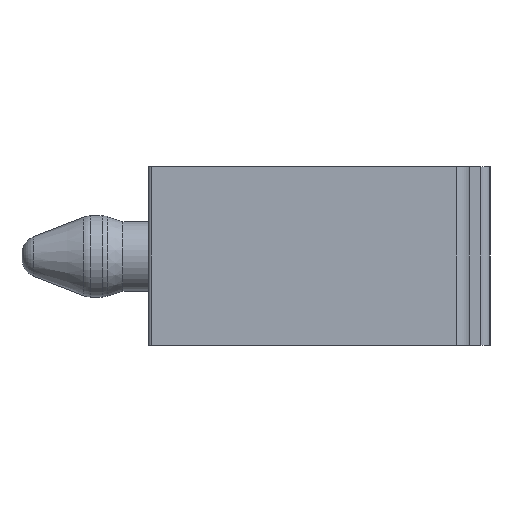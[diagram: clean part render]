
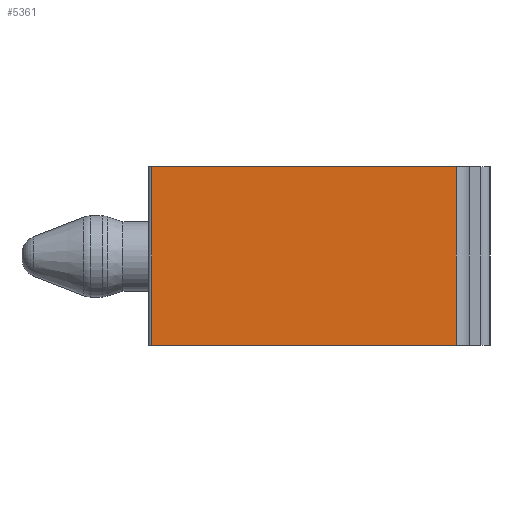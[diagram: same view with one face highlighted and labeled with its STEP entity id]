
A CAD part, left-side view. The second image highlights one B-rep face of the part: STEP entity #5361.
In plain terms, the highlighted planar face has unit normal (-1, 0, 0).
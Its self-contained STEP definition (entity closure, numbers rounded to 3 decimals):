
#344 = VECTOR ( 'NONE', #3210, 1000. ) ;
#350 = CARTESIAN_POINT ( 'NONE',  ( -316.104, 165.321, 0. ) ) ;
#562 = ORIENTED_EDGE ( 'NONE', *, *, #1137, .F. ) ;
#731 = LINE ( 'NONE', #5620, #2065 ) ;
#1137 = EDGE_CURVE ( 'NONE', #1570, #2104, #2092, .T. ) ;
#1260 = CARTESIAN_POINT ( 'NONE',  ( -316.104, 182.194, 0. ) ) ;
#1561 = VERTEX_POINT ( 'NONE', #8549 ) ;
#1570 = VERTEX_POINT ( 'NONE', #2856 ) ;
#2047 = CARTESIAN_POINT ( 'NONE',  ( -316.104, 182.194, 9.9 ) ) ;
#2065 = VECTOR ( 'NONE', #2276, 1000. ) ;
#2073 = DIRECTION ( 'NONE',  ( 0., 1., 0. ) ) ;
#2092 = LINE ( 'NONE', #2586, #344 ) ;
#2104 = VERTEX_POINT ( 'NONE', #350 ) ;
#2276 = DIRECTION ( 'NONE',  ( 0., -1., 0. ) ) ;
#2281 = DIRECTION ( 'NONE',  ( 0., 0., -1. ) ) ;
#2453 = LINE ( 'NONE', #4229, #7812 ) ;
#2586 = CARTESIAN_POINT ( 'NONE',  ( -316.104, 165.321, 9.9 ) ) ;
#2856 = CARTESIAN_POINT ( 'NONE',  ( -316.104, 165.321, 9.9 ) ) ;
#2972 = ORIENTED_EDGE ( 'NONE', *, *, #6713, .T. ) ;
#3149 = ORIENTED_EDGE ( 'NONE', *, *, #4237, .F. ) ;
#3210 = DIRECTION ( 'NONE',  ( 0., 0., -1. ) ) ;
#3916 = EDGE_CURVE ( 'NONE', #1561, #5987, #2453, .T. ) ;
#4229 = CARTESIAN_POINT ( 'NONE',  ( -316.104, 182.194, 9.9 ) ) ;
#4237 = EDGE_CURVE ( 'NONE', #1561, #1570, #731, .T. ) ;
#4501 = DIRECTION ( 'NONE',  ( 0., -1., 0. ) ) ;
#5034 = LINE ( 'NONE', #7852, #6844 ) ;
#5361 = ADVANCED_FACE ( 'NONE', ( #5694 ), #5402, .F. ) ;
#5402 = PLANE ( 'NONE',  #8460 ) ;
#5620 = CARTESIAN_POINT ( 'NONE',  ( -316.104, 182.194, 9.9 ) ) ;
#5694 = FACE_OUTER_BOUND ( 'NONE', #7877, .T. ) ;
#5987 = VERTEX_POINT ( 'NONE', #1260 ) ;
#6067 = DIRECTION ( 'NONE',  ( 1., 0., 0. ) ) ;
#6713 = EDGE_CURVE ( 'NONE', #5987, #2104, #5034, .T. ) ;
#6844 = VECTOR ( 'NONE', #4501, 1000. ) ;
#7293 = ORIENTED_EDGE ( 'NONE', *, *, #3916, .T. ) ;
#7812 = VECTOR ( 'NONE', #2281, 1000. ) ;
#7852 = CARTESIAN_POINT ( 'NONE',  ( -316.104, 182.194, 0. ) ) ;
#7877 = EDGE_LOOP ( 'NONE', ( #2972, #562, #3149, #7293 ) ) ;
#8460 = AXIS2_PLACEMENT_3D ( 'NONE', #2047, #6067, #2073 ) ;
#8549 = CARTESIAN_POINT ( 'NONE',  ( -316.104, 182.194, 9.9 ) ) ;
